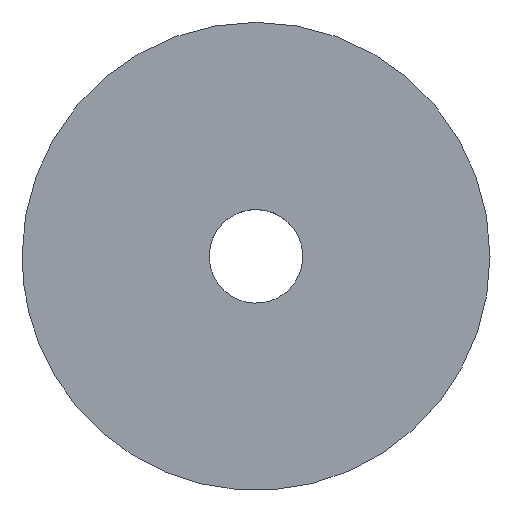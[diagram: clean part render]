
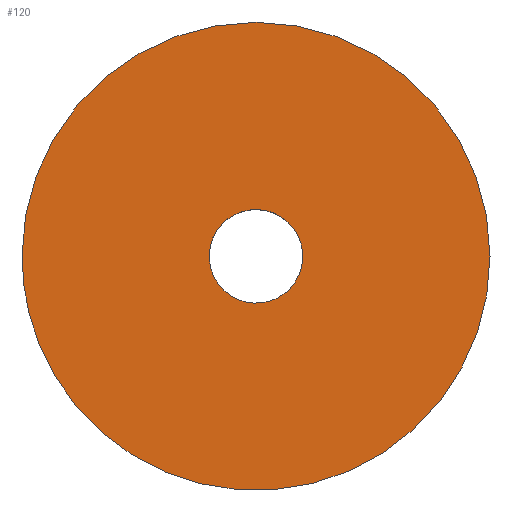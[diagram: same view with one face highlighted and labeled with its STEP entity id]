
A CAD part, top view. The second image highlights one B-rep face of the part: STEP entity #120.
In plain terms, the highlighted planar face has unit normal (0, 0, 1).
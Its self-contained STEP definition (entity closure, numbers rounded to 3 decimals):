
#120=ADVANCED_FACE('',(#217,#218),#216,.F.);
#216=PLANE('',#385);
#217=FACE_OUTER_BOUND('',#386,.T.);
#218=FACE_BOUND('',#387,.T.);
#382=CARTESIAN_POINT('',(15.,-15.755,9.));
#383=DIRECTION('',(0.,0.,-1.));
#384=DIRECTION('',(-1.,0.,0.));
#385=AXIS2_PLACEMENT_3D('',#382,#383,#384);
#386=EDGE_LOOP('',(#530,#531,#532,#533));
#387=EDGE_LOOP('',(#534,#535));
#530=ORIENTED_EDGE('',*,*,#602,.F.);
#531=ORIENTED_EDGE('',*,*,#603,.F.);
#532=ORIENTED_EDGE('',*,*,#604,.F.);
#533=ORIENTED_EDGE('',*,*,#605,.F.);
#534=ORIENTED_EDGE('',*,*,#606,.T.);
#535=ORIENTED_EDGE('',*,*,#607,.T.);
#602=EDGE_CURVE('',#760,#761,#762,.T.);
#603=EDGE_CURVE('',#768,#760,#769,.T.);
#604=EDGE_CURVE('',#775,#768,#776,.T.);
#605=EDGE_CURVE('',#761,#775,#782,.T.);
#606=EDGE_CURVE('',#788,#789,#790,.T.);
#607=EDGE_CURVE('',#789,#788,#796,.T.);
#760=VERTEX_POINT('',#992);
#761=VERTEX_POINT('',#993);
#762=CIRCLE('',#997,12.5);
#768=VERTEX_POINT('',#998);
#769=CIRCLE('',#1002,12.5);
#775=VERTEX_POINT('',#1003);
#776=CIRCLE('',#1007,12.5);
#782=CIRCLE('',#1011,12.5);
#788=VERTEX_POINT('',#1012);
#789=VERTEX_POINT('',#1013);
#790=CIRCLE('',#1017,2.5);
#796=CIRCLE('',#1021,2.5);
#992=CARTESIAN_POINT('',(-11.623,-4.599,9.));
#993=CARTESIAN_POINT('',(-12.5,0.,9.));
#994=CARTESIAN_POINT('',(0.,0.,9.));
#995=DIRECTION('',(0.,0.,-1.));
#996=DIRECTION('',(0.93,0.368,0.));
#997=AXIS2_PLACEMENT_3D('',#994,#995,#996);
#998=CARTESIAN_POINT('',(0.981,-12.461,9.));
#999=CARTESIAN_POINT('',(0.,0.,9.));
#1000=DIRECTION('',(0.,0.,-1.));
#1001=DIRECTION('',(-0.078,0.997,0.));
#1002=AXIS2_PLACEMENT_3D('',#999,#1000,#1001);
#1003=CARTESIAN_POINT('',(12.5,0.,9.));
#1004=CARTESIAN_POINT('',(0.,0.,9.));
#1005=DIRECTION('',(0.,0.,-1.));
#1006=DIRECTION('',(-1.,0.,0.));
#1007=AXIS2_PLACEMENT_3D('',#1004,#1005,#1006);
#1008=CARTESIAN_POINT('',(0.,0.,9.));
#1009=DIRECTION('',(0.,0.,-1.));
#1010=DIRECTION('',(1.,0.,0.));
#1011=AXIS2_PLACEMENT_3D('',#1008,#1009,#1010);
#1012=CARTESIAN_POINT('',(0.295,-2.483,9.));
#1013=CARTESIAN_POINT('',(-0.295,2.483,9.));
#1014=CARTESIAN_POINT('',(0.,0.,9.));
#1015=DIRECTION('',(0.,0.,-1.));
#1016=DIRECTION('',(0.118,-0.993,0.));
#1017=AXIS2_PLACEMENT_3D('',#1014,#1015,#1016);
#1018=CARTESIAN_POINT('',(0.,0.,9.));
#1019=DIRECTION('',(0.,0.,-1.));
#1020=DIRECTION('',(0.118,-0.993,0.));
#1021=AXIS2_PLACEMENT_3D('',#1018,#1019,#1020);
